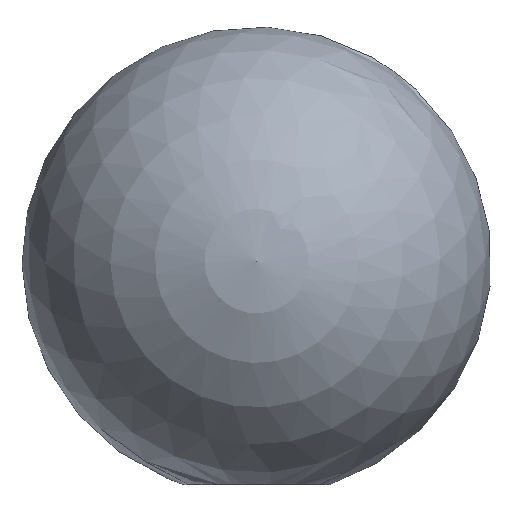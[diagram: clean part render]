
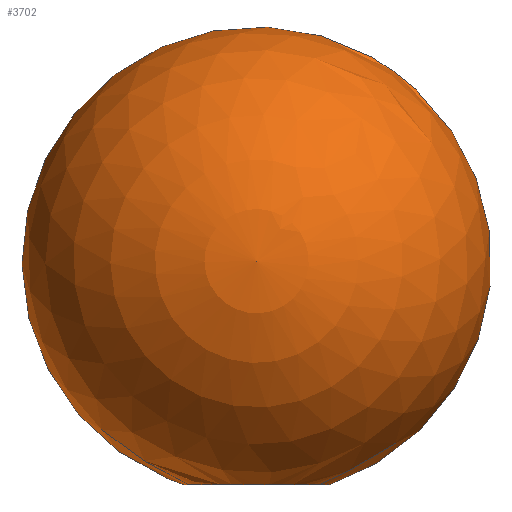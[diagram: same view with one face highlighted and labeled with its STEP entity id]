
A CAD part, top view. The second image highlights one B-rep face of the part: STEP entity #3702.
In plain terms, the highlighted spherical face has radius 12.5 mm.
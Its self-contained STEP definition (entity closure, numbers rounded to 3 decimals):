
#181 = DIRECTION ( 'NONE',  ( 0., 1., 0. ) ) ;
#1833 = DIRECTION ( 'NONE',  ( -1., 0., 0. ) ) ;
#2424 = CARTESIAN_POINT ( 'NONE',  ( 0., 0.614, 0. ) ) ;
#3702 = ADVANCED_FACE ( 'NONE', ( #5337 ), #8151, .T. ) ;
#5337 = FACE_OUTER_BOUND ( 'NONE', #15411, .T. ) ;
#6603 = CARTESIAN_POINT ( 'NONE',  ( 0., 0.614, 3.869 ) ) ;
#6998 = CIRCLE ( 'NONE', #8238, 3.869 ) ;
#7856 = CARTESIAN_POINT ( 'NONE',  ( 0., 12.5, 0. ) ) ;
#8151 = SPHERICAL_SURFACE ( 'NONE', #9486, 12.5 ) ;
#8238 = AXIS2_PLACEMENT_3D ( 'NONE', #2424, #181, #15390 ) ;
#8311 = VERTEX_POINT ( 'NONE', #6603 ) ;
#9045 = DIRECTION ( 'NONE',  ( 0., 0., -1. ) ) ;
#9486 = AXIS2_PLACEMENT_3D ( 'NONE', #7856, #9045, #1833 ) ;
#9554 = EDGE_CURVE ( 'NONE', #8311, #8311, #6998, .T. ) ;
#11581 = ORIENTED_EDGE ( 'NONE', *, *, #9554, .T. ) ;
#15390 = DIRECTION ( 'NONE',  ( 0., 0., 1. ) ) ;
#15411 = EDGE_LOOP ( 'NONE', ( #11581 ) ) ;
